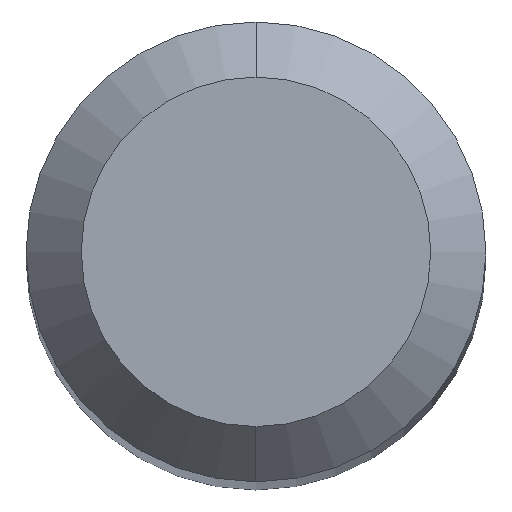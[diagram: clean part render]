
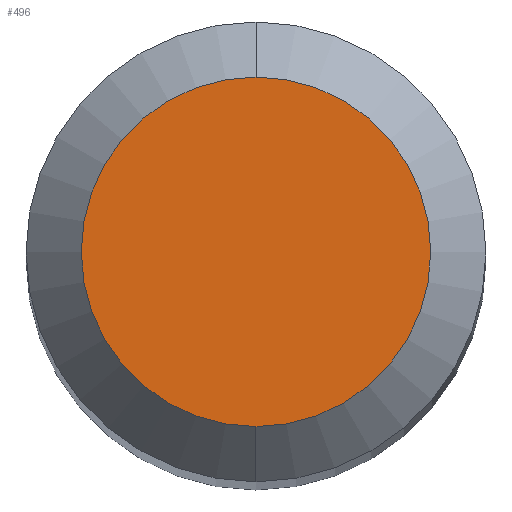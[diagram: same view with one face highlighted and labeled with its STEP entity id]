
A CAD part, top view. The second image highlights one B-rep face of the part: STEP entity #496.
In plain terms, the highlighted planar face has unit normal (0, 0, 1).
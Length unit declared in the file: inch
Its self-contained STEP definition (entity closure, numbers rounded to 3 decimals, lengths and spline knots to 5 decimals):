
#7 = DIRECTION ( 'NONE',  ( 0., 1., 0. ) ) ;
#15 = ORIENTED_EDGE ( 'NONE', *, *, #381, .T. ) ;
#40 = DIRECTION ( 'NONE',  ( 0., 0., 1. ) ) ;
#50 = FACE_OUTER_BOUND ( 'NONE', #107, .T. ) ;
#71 = CARTESIAN_POINT ( 'NONE',  ( 0., 0., 0. ) ) ;
#76 = CARTESIAN_POINT ( 'NONE',  ( 0., 0.0475, 0. ) ) ;
#107 = EDGE_LOOP ( 'NONE', ( #286, #15 ) ) ;
#158 = DIRECTION ( 'NONE',  ( 0., 0., 1. ) ) ;
#171 = CIRCLE ( 'NONE', #296, 0.0475 ) ;
#187 = CARTESIAN_POINT ( 'NONE',  ( 0., 0., 0. ) ) ;
#190 = CARTESIAN_POINT ( 'NONE',  ( 0., -0.0475, 0. ) ) ;
#226 = DIRECTION ( 'NONE',  ( 0., -1., 0. ) ) ;
#245 = CARTESIAN_POINT ( 'NONE',  ( 0., 0.0475, 0. ) ) ;
#286 = ORIENTED_EDGE ( 'NONE', *, *, #452, .T. ) ;
#296 = AXIS2_PLACEMENT_3D ( 'NONE', #187, #158, #511 ) ;
#369 = VERTEX_POINT ( 'NONE', #76 ) ;
#373 = DIRECTION ( 'NONE',  ( 0., 0., -1. ) ) ;
#376 = AXIS2_PLACEMENT_3D ( 'NONE', #71, #40, #226 ) ;
#381 = EDGE_CURVE ( 'NONE', #446, #369, #171, .T. ) ;
#446 = VERTEX_POINT ( 'NONE', #190 ) ;
#447 = PLANE ( 'NONE',  #513 ) ;
#452 = EDGE_CURVE ( 'NONE', #369, #446, #469, .T. ) ;
#469 = CIRCLE ( 'NONE', #376, 0.0475 ) ;
#496 = ADVANCED_FACE ( 'NONE', ( #50 ), #447, .F. ) ;
#511 = DIRECTION ( 'NONE',  ( 0., -1., 0. ) ) ;
#513 = AXIS2_PLACEMENT_3D ( 'NONE', #245, #373, #7 ) ;
